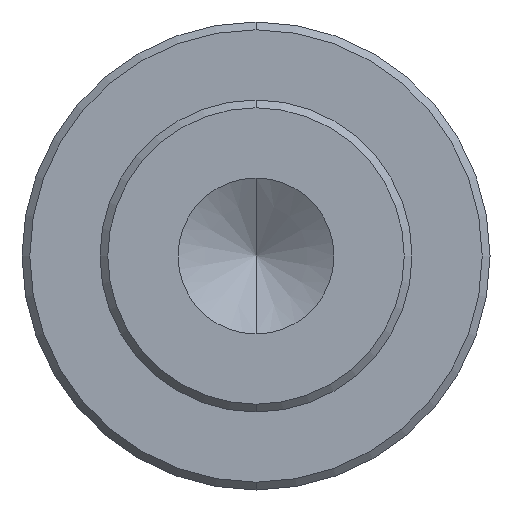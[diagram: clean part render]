
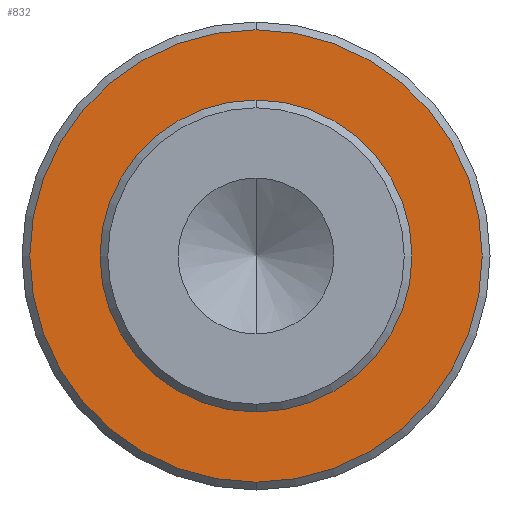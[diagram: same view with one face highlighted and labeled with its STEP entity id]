
A CAD part, front view. The second image highlights one B-rep face of the part: STEP entity #832.
In plain terms, the highlighted planar face has unit normal (0, -1, 0).
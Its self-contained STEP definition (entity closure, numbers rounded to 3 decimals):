
#36 = PLANE ( 'NONE',  #664 ) ;
#55 = CIRCLE ( 'NONE', #608, 4. ) ;
#89 = CARTESIAN_POINT ( 'NONE',  ( 0., 9.5, 4. ) ) ;
#99 = DIRECTION ( 'NONE',  ( 0., 0., 1. ) ) ;
#123 = DIRECTION ( 'NONE',  ( 0., 1., 0. ) ) ;
#126 = CARTESIAN_POINT ( 'NONE',  ( 4., 9.5, 0. ) ) ;
#168 = ORIENTED_EDGE ( 'NONE', *, *, #935, .T. ) ;
#178 = ORIENTED_EDGE ( 'NONE', *, *, #490, .T. ) ;
#182 = CARTESIAN_POINT ( 'NONE',  ( 0., 9.5, 5.8 ) ) ;
#248 = CIRCLE ( 'NONE', #547, 5.8 ) ;
#294 = CARTESIAN_POINT ( 'NONE',  ( 0., 9.5, -5.8 ) ) ;
#316 = DIRECTION ( 'NONE',  ( 0., 1., 0. ) ) ;
#339 = CARTESIAN_POINT ( 'NONE',  ( 0., 9.5, 0. ) ) ;
#353 = CIRCLE ( 'NONE', #1026, 5.8 ) ;
#357 = EDGE_CURVE ( 'NONE', #602, #491, #525, .T. ) ;
#413 = ORIENTED_EDGE ( 'NONE', *, *, #523, .T. ) ;
#456 = DIRECTION ( 'NONE',  ( 0., 0., 1. ) ) ;
#490 = EDGE_CURVE ( 'NONE', #491, #602, #55, .T. ) ;
#491 = VERTEX_POINT ( 'NONE', #1015 ) ;
#523 = EDGE_CURVE ( 'NONE', #805, #569, #353, .T. ) ;
#525 = CIRCLE ( 'NONE', #1001, 4. ) ;
#533 = CARTESIAN_POINT ( 'NONE',  ( 0., 9.5, 0. ) ) ;
#547 = AXIS2_PLACEMENT_3D ( 'NONE', #786, #1017, #1013 ) ;
#558 = DIRECTION ( 'NONE',  ( 0., 0., 1. ) ) ;
#569 = VERTEX_POINT ( 'NONE', #182 ) ;
#602 = VERTEX_POINT ( 'NONE', #89 ) ;
#608 = AXIS2_PLACEMENT_3D ( 'NONE', #1018, #316, #558 ) ;
#664 = AXIS2_PLACEMENT_3D ( 'NONE', #126, #123, #687 ) ;
#687 = DIRECTION ( 'NONE',  ( 0., 0., 1. ) ) ;
#770 = DIRECTION ( 'NONE',  ( 0., 1., 0. ) ) ;
#786 = CARTESIAN_POINT ( 'NONE',  ( 0., 9.5, 0. ) ) ;
#800 = DIRECTION ( 'NONE',  ( 0., -1., 0. ) ) ;
#805 = VERTEX_POINT ( 'NONE', #294 ) ;
#813 = FACE_OUTER_BOUND ( 'NONE', #853, .T. ) ;
#832 = ADVANCED_FACE ( 'NONE', ( #813, #1023 ), #36, .F. ) ;
#853 = EDGE_LOOP ( 'NONE', ( #168, #413 ) ) ;
#923 = ORIENTED_EDGE ( 'NONE', *, *, #357, .T. ) ;
#935 = EDGE_CURVE ( 'NONE', #569, #805, #248, .T. ) ;
#946 = EDGE_LOOP ( 'NONE', ( #923, #178 ) ) ;
#1001 = AXIS2_PLACEMENT_3D ( 'NONE', #533, #770, #456 ) ;
#1013 = DIRECTION ( 'NONE',  ( 0., 0., 1. ) ) ;
#1015 = CARTESIAN_POINT ( 'NONE',  ( 0., 9.5, -4. ) ) ;
#1017 = DIRECTION ( 'NONE',  ( 0., -1., 0. ) ) ;
#1018 = CARTESIAN_POINT ( 'NONE',  ( 0., 9.5, 0. ) ) ;
#1023 = FACE_BOUND ( 'NONE', #946, .T. ) ;
#1026 = AXIS2_PLACEMENT_3D ( 'NONE', #339, #800, #99 ) ;
